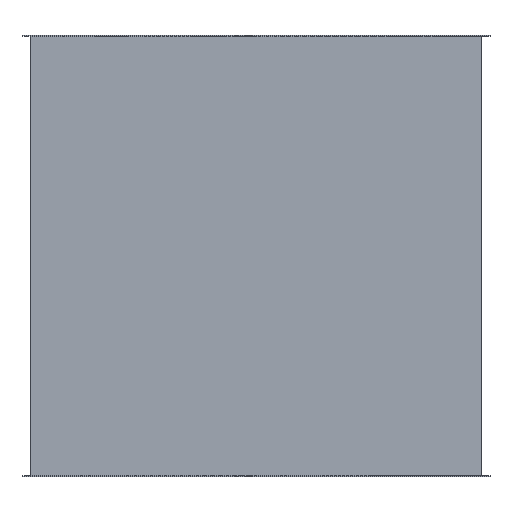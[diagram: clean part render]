
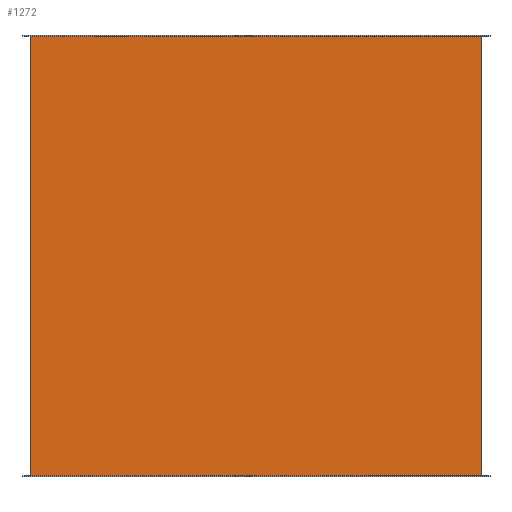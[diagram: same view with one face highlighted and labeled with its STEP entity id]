
A CAD part, front view. The second image highlights one B-rep face of the part: STEP entity #1272.
In plain terms, the highlighted planar face has unit normal (0, -1, 0).
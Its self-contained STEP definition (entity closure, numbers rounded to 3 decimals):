
#31 = DIRECTION ( 'NONE',  ( 0., 0., 1. ) ) ;
#146 = VERTEX_POINT ( 'NONE', #492 ) ;
#204 = ORIENTED_EDGE ( 'NONE', *, *, #721, .T. ) ;
#220 = CARTESIAN_POINT ( 'NONE',  ( -500., -250., -488. ) ) ;
#329 = EDGE_CURVE ( 'NONE', #1812, #1834, #877, .T. ) ;
#355 = DIRECTION ( 'NONE',  ( 0., 0., -1. ) ) ;
#480 = CARTESIAN_POINT ( 'NONE',  ( -500., -250., 491. ) ) ;
#492 = CARTESIAN_POINT ( 'NONE',  ( -500., -250., 488. ) ) ;
#651 = DIRECTION ( 'NONE',  ( 1., 0., 0. ) ) ;
#721 = EDGE_CURVE ( 'NONE', #146, #763, #2164, .T. ) ;
#763 = VERTEX_POINT ( 'NONE', #1550 ) ;
#845 = VECTOR ( 'NONE', #651, 1000. ) ;
#877 = LINE ( 'NONE', #1825, #2495 ) ;
#1103 = CARTESIAN_POINT ( 'NONE',  ( 500., -250., -488. ) ) ;
#1229 = EDGE_CURVE ( 'NONE', #763, #1834, #1402, .T. ) ;
#1272 = ADVANCED_FACE ( 'NONE', ( #2462 ), #1282, .F. ) ;
#1282 = PLANE ( 'NONE',  #2180 ) ;
#1291 = DIRECTION ( 'NONE',  ( 0., 1., 0. ) ) ;
#1331 = ORIENTED_EDGE ( 'NONE', *, *, #1229, .T. ) ;
#1402 = LINE ( 'NONE', #220, #845 ) ;
#1541 = DIRECTION ( 'NONE',  ( 0., 0., -1. ) ) ;
#1550 = CARTESIAN_POINT ( 'NONE',  ( -500., -250., -488. ) ) ;
#1587 = VECTOR ( 'NONE', #1541, 1000. ) ;
#1807 = EDGE_LOOP ( 'NONE', ( #204, #1331, #1890, #2452 ) ) ;
#1810 = DIRECTION ( 'NONE',  ( -1., 0., 0. ) ) ;
#1812 = VERTEX_POINT ( 'NONE', #2578 ) ;
#1825 = CARTESIAN_POINT ( 'NONE',  ( 500., -250., 491. ) ) ;
#1834 = VERTEX_POINT ( 'NONE', #1103 ) ;
#1880 = LINE ( 'NONE', #2653, #2319 ) ;
#1890 = ORIENTED_EDGE ( 'NONE', *, *, #329, .F. ) ;
#2030 = EDGE_CURVE ( 'NONE', #1812, #146, #1880, .T. ) ;
#2140 = CARTESIAN_POINT ( 'NONE',  ( -500., -250., 491. ) ) ;
#2164 = LINE ( 'NONE', #480, #1587 ) ;
#2180 = AXIS2_PLACEMENT_3D ( 'NONE', #2140, #1291, #31 ) ;
#2319 = VECTOR ( 'NONE', #1810, 1000. ) ;
#2452 = ORIENTED_EDGE ( 'NONE', *, *, #2030, .T. ) ;
#2462 = FACE_OUTER_BOUND ( 'NONE', #1807, .T. ) ;
#2495 = VECTOR ( 'NONE', #355, 1000. ) ;
#2578 = CARTESIAN_POINT ( 'NONE',  ( 500., -250., 488. ) ) ;
#2653 = CARTESIAN_POINT ( 'NONE',  ( -500., -250., 488. ) ) ;
